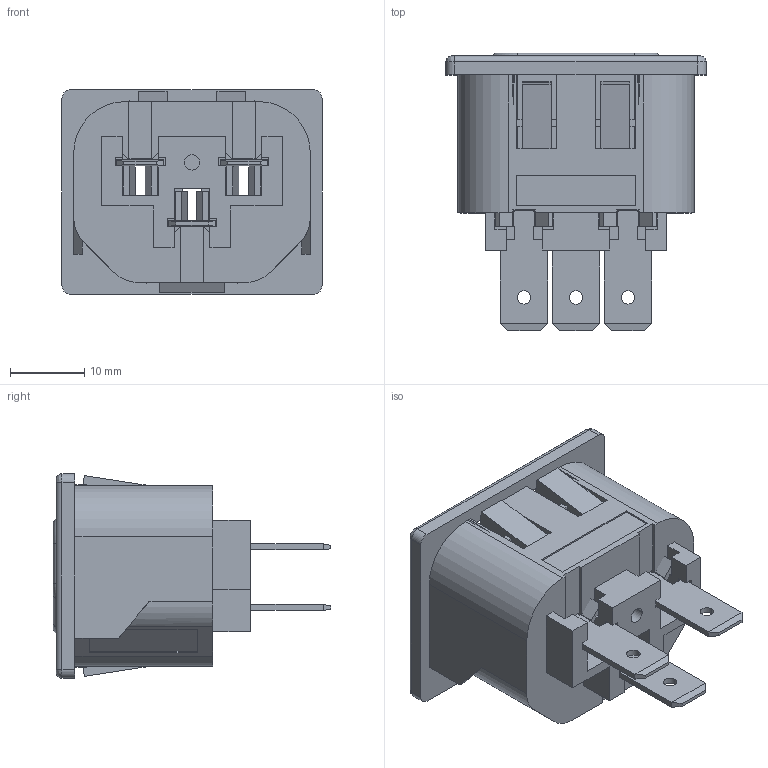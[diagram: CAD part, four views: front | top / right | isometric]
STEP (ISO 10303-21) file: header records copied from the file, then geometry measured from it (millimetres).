
FILE_DESCRIPTION (( 'STEP AP214' ), '1' );
FILE_NAME ('ACM-2F-N10Q6-LC_3D.step', '2023-11-15T17:20:12', ( '' ), ( '' ), 'SwSTEP 2.0', 'SolidWorks 2022', '' );
FILE_SCHEMA (( 'AUTOMOTIVE_DESIGN' ));
Length unit declared in the file: inch
Products named in the file (1): ACM-2F-N10Q6-LC_3D
Bounding box: 35.08 x 37.44 x 27.56 mm (x, y, z)
Volume: 10572.5 mm3; surface area: 10783.3 mm2
Topology: 4 solids, 4 shells, 430 faces, 1210 edges, 784 vertices
Faces by surface type: plane 344, cylinder 70, torus 12, bspline 4
Entity records: 13847 total; most frequent: CARTESIAN_POINT 2513, ORIENTED_EDGE 2420, DIRECTION 2218, EDGE_CURVE 1210, LINE 1052, VECTOR 1052, VERTEX_POINT 784, AXIS2_PLACEMENT_3D 583
